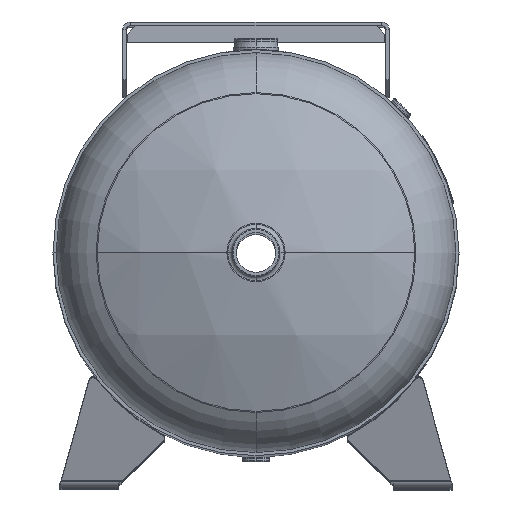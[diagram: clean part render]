
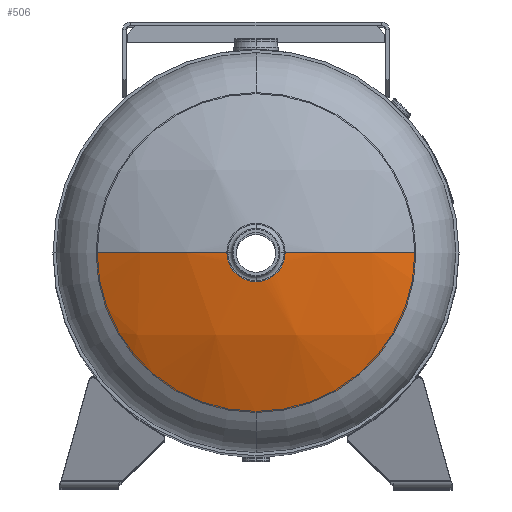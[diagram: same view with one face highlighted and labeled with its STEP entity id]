
A CAD part, top view. The second image highlights one B-rep face of the part: STEP entity #506.
In plain terms, the highlighted spherical face has radius 548.64 mm.
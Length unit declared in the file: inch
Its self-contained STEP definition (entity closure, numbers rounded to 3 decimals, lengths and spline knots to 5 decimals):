
#107 = EDGE_CURVE ( 'NONE', #3899, #3907, #5711, .T. ) ;
#108 = EDGE_CURVE ( 'NONE', #3900, #3894, #5709, .T. ) ;
#109 = EDGE_CURVE ( 'NONE', #3898, #3894, #5707, .T. ) ;
#110 = EDGE_CURVE ( 'NONE', #3898, #3899, #5714, .T. ) ;
#115 = EDGE_CURVE ( 'NONE', #3907, #3900, #5695, .T. ) ;
#506 = ADVANCED_FACE ( 'NONE', ( #11947 ), #11948, .T. ) ;
#1338 = ORIENTED_EDGE ( 'NONE', *, *, #110, .F. ) ;
#1340 = ORIENTED_EDGE ( 'NONE', *, *, #109, .T. ) ;
#1341 = ORIENTED_EDGE ( 'NONE', *, *, #108, .F. ) ;
#1342 = ORIENTED_EDGE ( 'NONE', *, *, #107, .F. ) ;
#1343 = ORIENTED_EDGE ( 'NONE', *, *, #115, .F. ) ;
#2258 = CARTESIAN_POINT ( 'NONE',  ( 9.6, 0., 31.24942 ) ) ;
#3768 = AXIS2_PLACEMENT_3D ( 'NONE', #11943, #11950, #11951 ) ;
#3894 = VERTEX_POINT ( 'NONE', #8087 ) ;
#3898 = VERTEX_POINT ( 'NONE', #8091 ) ;
#3899 = VERTEX_POINT ( 'NONE', #8092 ) ;
#3900 = VERTEX_POINT ( 'NONE', #8093 ) ;
#3907 = VERTEX_POINT ( 'NONE', #2258 ) ;
#4355 = EDGE_LOOP ( 'NONE', ( #1338, #1340, #1341, #1343, #1342 ) ) ;
#5692 = AXIS2_PLACEMENT_3D ( 'NONE', #10452, #10453, #10454 ) ;
#5695 = CIRCLE ( 'NONE', #5692, 9.6 ) ;
#5702 = AXIS2_PLACEMENT_3D ( 'NONE', #10437, #10438, #10439 ) ;
#5704 = AXIS2_PLACEMENT_3D ( 'NONE', #10434, #10435, #10436 ) ;
#5706 = AXIS2_PLACEMENT_3D ( 'NONE', #10431, #10432, #10433 ) ;
#5707 = CIRCLE ( 'NONE', #5704, 21.6 ) ;
#5708 = AXIS2_PLACEMENT_3D ( 'NONE', #10428, #10429, #10430 ) ;
#5709 = CIRCLE ( 'NONE', #5706, 9.6 ) ;
#5711 = CIRCLE ( 'NONE', #5708, 21.6 ) ;
#5714 = CIRCLE ( 'NONE', #5702, 1.315 ) ;
#8087 = CARTESIAN_POINT ( 'NONE',  ( -9.6, 0., 31.24942 ) ) ;
#8091 = CARTESIAN_POINT ( 'NONE',  ( -1.315, 0., 33.45993 ) ) ;
#8092 = CARTESIAN_POINT ( 'NONE',  ( 1.315, 0., 33.45993 ) ) ;
#8093 = CARTESIAN_POINT ( 'NONE',  ( 0., -9.6, 31.24942 ) ) ;
#10428 = CARTESIAN_POINT ( 'NONE',  ( 0., 0., 11.9 ) ) ;
#10429 = DIRECTION ( 'NONE',  ( 0., 1., 0. ) ) ;
#10430 = DIRECTION ( 'NONE',  ( 0., 0., 1. ) ) ;
#10431 = CARTESIAN_POINT ( 'NONE',  ( 0., 0., 31.24942 ) ) ;
#10432 = DIRECTION ( 'NONE',  ( 0., 0., -1. ) ) ;
#10433 = DIRECTION ( 'NONE',  ( 0., 1., 0. ) ) ;
#10434 = CARTESIAN_POINT ( 'NONE',  ( 0., 0., 11.9 ) ) ;
#10435 = DIRECTION ( 'NONE',  ( 0., -1., 0. ) ) ;
#10436 = DIRECTION ( 'NONE',  ( 1., 0., 0. ) ) ;
#10437 = CARTESIAN_POINT ( 'NONE',  ( 0., 0., 33.45993 ) ) ;
#10438 = DIRECTION ( 'NONE',  ( 0., 0., 1. ) ) ;
#10439 = DIRECTION ( 'NONE',  ( -1., 0., 0. ) ) ;
#10452 = CARTESIAN_POINT ( 'NONE',  ( 0., 0., 31.24942 ) ) ;
#10453 = DIRECTION ( 'NONE',  ( 0., 0., -1. ) ) ;
#10454 = DIRECTION ( 'NONE',  ( 0., 1., 0. ) ) ;
#11943 = CARTESIAN_POINT ( 'NONE',  ( 0., 0., 11.9 ) ) ;
#11947 = FACE_OUTER_BOUND ( 'NONE', #4355, .T. ) ;
#11948 = SPHERICAL_SURFACE ( 'NONE', #3768, 21.6 ) ;
#11950 = DIRECTION ( 'NONE',  ( 0., -1., 0. ) ) ;
#11951 = DIRECTION ( 'NONE',  ( 1., 0., 0. ) ) ;
